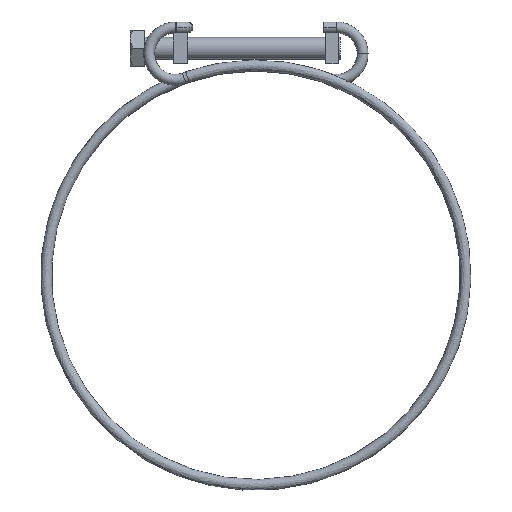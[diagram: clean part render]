
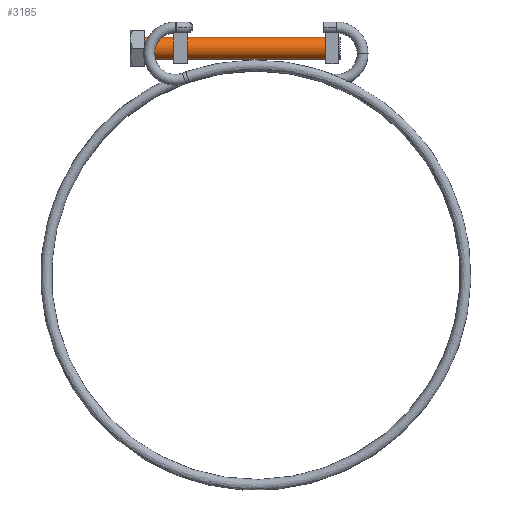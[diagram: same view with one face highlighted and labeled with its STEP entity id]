
A CAD part, top view. The second image highlights one B-rep face of the part: STEP entity #3185.
In plain terms, the highlighted cylindrical face has radius 3 mm (diameter 6 mm), a partial arc.
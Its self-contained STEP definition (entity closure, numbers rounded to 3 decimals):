
#206 = EDGE_CURVE ( 'NONE', #8395, #3529, #5620, .T. ) ;
#475 = CARTESIAN_POINT ( 'NONE',  ( -30.686, 59.8, 0. ) ) ;
#731 = DIRECTION ( 'NONE',  ( -1., 0., 0. ) ) ;
#819 = AXIS2_PLACEMENT_3D ( 'NONE', #2218, #4402, #7906 ) ;
#977 = EDGE_CURVE ( 'NONE', #8395, #8711, #1978, .T. ) ;
#1863 = ORIENTED_EDGE ( 'NONE', *, *, #206, .F. ) ;
#1876 = CARTESIAN_POINT ( 'NONE',  ( -30.686, 65.8, 0. ) ) ;
#1924 = DIRECTION ( 'NONE',  ( -1., 0., 0. ) ) ;
#1978 = LINE ( 'NONE', #6880, #8862 ) ;
#2218 = CARTESIAN_POINT ( 'NONE',  ( -30.686, 62.8, 0. ) ) ;
#2596 = CIRCLE ( 'NONE', #819, 3. ) ;
#2737 = CARTESIAN_POINT ( 'NONE',  ( 23.314, 62.8, 0. ) ) ;
#3182 = ORIENTED_EDGE ( 'NONE', *, *, #4419, .T. ) ;
#3185 = ADVANCED_FACE ( 'NONE', ( #4850 ), #5365, .T. ) ;
#3245 = CARTESIAN_POINT ( 'NONE',  ( 23.314, 59.8, 0. ) ) ;
#3325 = DIRECTION ( 'NONE',  ( -1., 0., 0. ) ) ;
#3529 = VERTEX_POINT ( 'NONE', #3245 ) ;
#3680 = VERTEX_POINT ( 'NONE', #475 ) ;
#3742 = AXIS2_PLACEMENT_3D ( 'NONE', #2737, #1924, #8258 ) ;
#3874 = CARTESIAN_POINT ( 'NONE',  ( 23.314, 59.8, 0. ) ) ;
#4402 = DIRECTION ( 'NONE',  ( 1., 0., 0. ) ) ;
#4419 = EDGE_CURVE ( 'NONE', #8711, #3680, #2596, .T. ) ;
#4746 = LINE ( 'NONE', #3874, #8190 ) ;
#4815 = EDGE_CURVE ( 'NONE', #3529, #3680, #4746, .T. ) ;
#4850 = FACE_OUTER_BOUND ( 'NONE', #5233, .T. ) ;
#5233 = EDGE_LOOP ( 'NONE', ( #1863, #6533, #3182, #6799 ) ) ;
#5365 = CYLINDRICAL_SURFACE ( 'NONE', #3742, 3. ) ;
#5594 = DIRECTION ( 'NONE',  ( 0., 1., 0. ) ) ;
#5620 = CIRCLE ( 'NONE', #6073, 3. ) ;
#6073 = AXIS2_PLACEMENT_3D ( 'NONE', #8489, #7057, #5594 ) ;
#6533 = ORIENTED_EDGE ( 'NONE', *, *, #977, .T. ) ;
#6704 = CARTESIAN_POINT ( 'NONE',  ( 23.314, 65.8, 0. ) ) ;
#6799 = ORIENTED_EDGE ( 'NONE', *, *, #4815, .F. ) ;
#6880 = CARTESIAN_POINT ( 'NONE',  ( 23.314, 65.8, 0. ) ) ;
#7057 = DIRECTION ( 'NONE',  ( 1., 0., 0. ) ) ;
#7906 = DIRECTION ( 'NONE',  ( 0., 1., 0. ) ) ;
#8190 = VECTOR ( 'NONE', #3325, 1000. ) ;
#8258 = DIRECTION ( 'NONE',  ( 0., -1., 0. ) ) ;
#8395 = VERTEX_POINT ( 'NONE', #6704 ) ;
#8489 = CARTESIAN_POINT ( 'NONE',  ( 23.314, 62.8, 0. ) ) ;
#8711 = VERTEX_POINT ( 'NONE', #1876 ) ;
#8862 = VECTOR ( 'NONE', #731, 1000. ) ;
